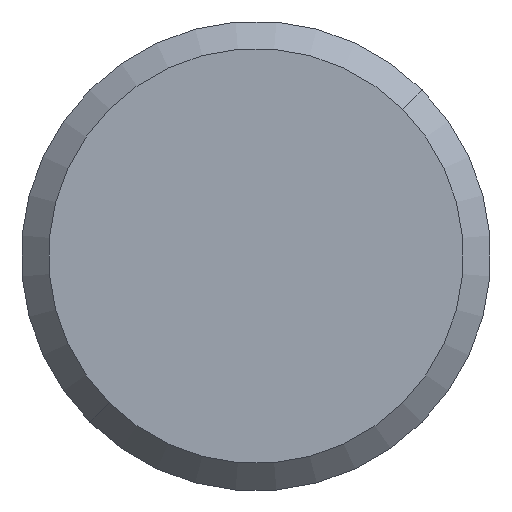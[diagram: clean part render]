
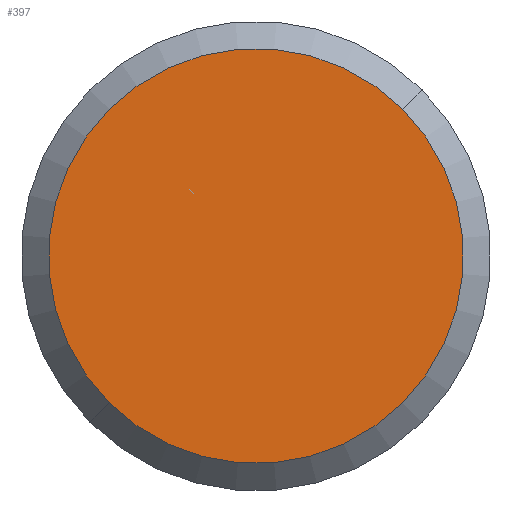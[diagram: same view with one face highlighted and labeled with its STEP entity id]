
A CAD part, front view. The second image highlights one B-rep face of the part: STEP entity #397.
In plain terms, the highlighted planar face has unit normal (0, -1, 0).
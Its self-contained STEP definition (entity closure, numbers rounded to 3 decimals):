
#377=CARTESIAN_POINT('POINT23',(2.839,3.172,
   3.964));
#378=VERTEX_POINT('VERTEX23',#377);
#379=CARTESIAN_POINT('POINT24',(3.171,3.172,
   4.296));
#380=VERTEX_POINT('VERTEX24',#379);
#381=CARTESIAN_POINT('POS37',(3.005,3.172,4.13));
#382=DIRECTION('DIR59',(0.,-1.,0.));
#383=DIRECTION('DIR60',(0.707,0.,
   0.707));
#384=AXIS2_PLACEMENT_3D('AXIS23',#381,#382,#383);
#385=CIRCLE('ELLIPSE12',#384,0.235);
#386=EDGE_CURVE('EDGE37',#378,#380,#385,.T.);
#387=ORIENTED_EDGE('COEDGE71',*,*,#386,.T.);
#388=EDGE_CURVE('EDGE38',#380,#378,#385,.T.);
#389=ORIENTED_EDGE('COEDGE72',*,*,#388,.T.);
#390=EDGE_LOOP('NONE',(#387,#389));
#391=FACE_BOUND('LOOP1',#390,.T.);
#392=CARTESIAN_POINT('POS38',(3.005,3.172,4.13));
#393=DIRECTION('DIR61',(0.,1.,0.));
#394=DIRECTION('DIR62',(1.,0.,0.));
#395=AXIS2_PLACEMENT_3D('AXIS24',#392,#393,#394);
#396=PLANE('PLANE5',#395);
#397=ADVANCED_FACE('FACE19',(#391),#396,.F.);
